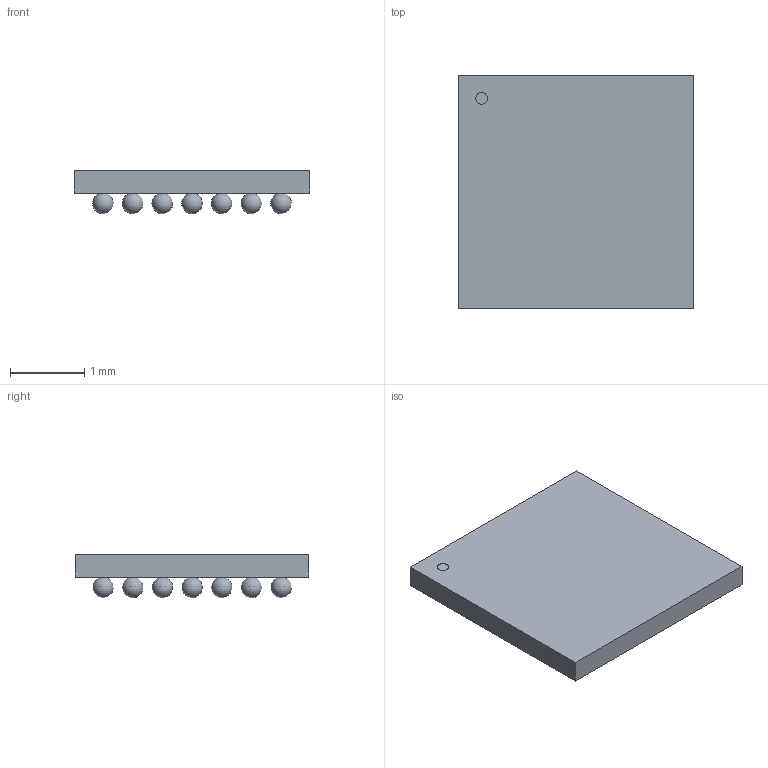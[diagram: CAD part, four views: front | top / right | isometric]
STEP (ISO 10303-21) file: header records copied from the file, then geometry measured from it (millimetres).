
FILE_DESCRIPTION(('STEP AP214'),'1');
FILE_NAME('WLCSP49','2019-09-27T10:44:49',(''),(''),'','','');
FILE_SCHEMA(('AUTOMOTIVE_DESIGN'));
Length unit declared in the file: millimetre
Products named in the file (1): product
Bounding box: 3.18 x 3.15 x 0.59 mm (x, y, z)
Volume: 0.6 mm3; surface area: 35.9 mm2
Topology: 50 solids, 56 shells, 58 faces, 174 edges, 124 vertices
Faces by surface type: sphere 49, plane 8, cylinder 1
Full cylindrical faces by diameter (mm): 0.157 x1
Entity records: 923 total; most frequent: CARTESIAN_POINT 161, DIRECTION 148, VERTEX_POINT 99, AXIS2_PLACEMENT_3D 62, STYLED_ITEM 58, ADVANCED_FACE 58, FACE_BOUND 50, SPHERICAL_SURFACE 49
